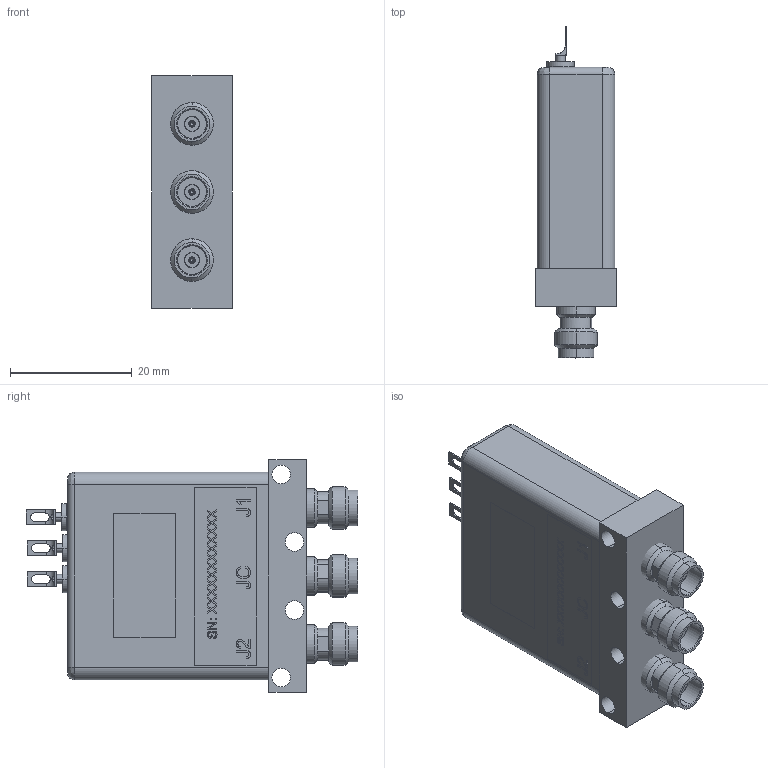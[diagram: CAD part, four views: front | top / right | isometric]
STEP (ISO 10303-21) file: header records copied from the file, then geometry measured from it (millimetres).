
FILE_DESCRIPTION (( 'STEP AP214' ), '1' );
FILE_NAME ('FMSW6560_3D.step', '2023-02-17T21:45:13', ( '' ), ( '' ), 'SwSTEP 2.0', 'SolidWorks 2022', '' );
FILE_SCHEMA (( 'AUTOMOTIVE_DESIGN' ));
Length unit declared in the file: inch
Products named in the file (6): 50GCONN; R08121-e360 - ½Æ»s - ½Æ»s - ½Æ»s_-008; FMSW6560_3D; K12021003_defeature_1; R040691-e360_-03_7; LABEL ILS-100-02
Assembly tree (9 placements, depth 2):
  FMSW6560_3D
    K12021003_defeature_1
    50GCONN  x3
    R08121-e360 - ½Æ»s - ½Æ»s - ½Æ»s_-008
    R040691-e360_-03_7  x3
    LABEL ILS-100-02
Bounding box: 13.21 x 54.41 x 38.1 mm (x, y, z)
Volume: 5207.8 mm3; surface area: 11204.1 mm2
Topology: 15 solids, 15 shells, 752 faces, 1877 edges, 1198 vertices
Faces by surface type: plane 380, cylinder 163, bspline 143, cone 66
Entity records: 24021 total; most frequent: CARTESIAN_POINT 7925, ORIENTED_EDGE 2634, DIRECTION 2116, EDGE_CURVE 1317, VECTOR 890, LINE 890, VERTEX_POINT 858, AXIS2_PLACEMENT_3D 613
